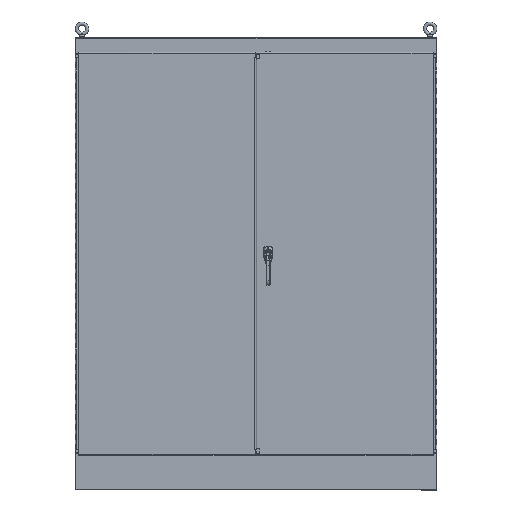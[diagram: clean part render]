
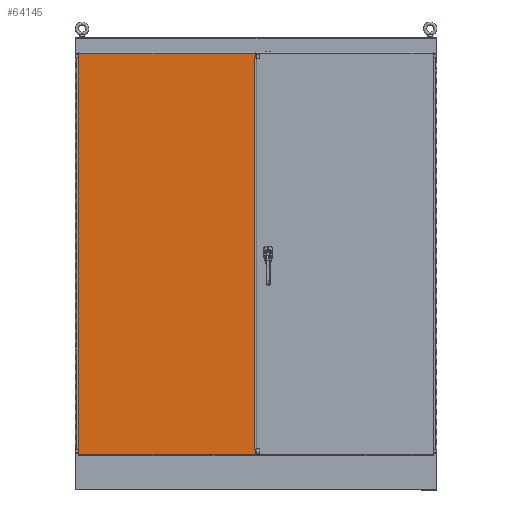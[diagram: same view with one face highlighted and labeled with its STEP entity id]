
A CAD part, top view. The second image highlights one B-rep face of the part: STEP entity #64145.
In plain terms, the highlighted face is planar.
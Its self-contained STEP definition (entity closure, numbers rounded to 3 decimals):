
#11373=PLANE($,#67475);
#12863=FACE_OUTER_BOUND($,#15687,.T.);
#15687=EDGE_LOOP($,(#54042,#54043,#54044,#54045,#54046,#54047,#54048,#54049,
#54050,#54051,#54052,#54053));
#19421=LINE($,#94086,#24410);
#19424=LINE($,#94097,#24413);
#19427=LINE($,#94104,#24416);
#19431=LINE($,#94111,#24420);
#19433=LINE($,#94115,#24422);
#19434=LINE($,#94117,#24423);
#19435=LINE($,#94119,#24424);
#19436=LINE($,#94121,#24425);
#19437=LINE($,#94123,#24426);
#19438=LINE($,#94125,#24427);
#19439=LINE($,#94127,#24428);
#19440=LINE($,#94128,#24429);
#24410=VECTOR($,#76471,78.25);
#24413=VECTOR($,#76486,0.);
#24416=VECTOR($,#76491,0.031);
#24420=VECTOR($,#76497,0.);
#24422=VECTOR($,#76501,0.);
#24423=VECTOR($,#76502,0.);
#24424=VECTOR($,#76503,0.031);
#24425=VECTOR($,#76504,0.844);
#24426=VECTOR($,#76505,35.094);
#24427=VECTOR($,#76506,79.938);
#24428=VECTOR($,#76507,35.094);
#24429=VECTOR($,#76508,0.844);
#32342=VERTEX_POINT($,#94075);
#32343=VERTEX_POINT($,#94085);
#32345=VERTEX_POINT($,#94096);
#32347=VERTEX_POINT($,#94102);
#32348=VERTEX_POINT($,#94103);
#32351=VERTEX_POINT($,#94114);
#32352=VERTEX_POINT($,#94116);
#32353=VERTEX_POINT($,#94118);
#32354=VERTEX_POINT($,#94120);
#32355=VERTEX_POINT($,#94122);
#32356=VERTEX_POINT($,#94124);
#32357=VERTEX_POINT($,#94126);
#41876=EDGE_CURVE($,#32343,#32342,#19421,.T.);
#41881=EDGE_CURVE($,#32345,#32343,#19424,.T.);
#41884=EDGE_CURVE($,#32347,#32348,#19427,.T.);
#41888=EDGE_CURVE($,#32348,#32345,#19431,.T.);
#41890=EDGE_CURVE($,#32342,#32351,#19433,.T.);
#41891=EDGE_CURVE($,#32351,#32352,#19434,.T.);
#41892=EDGE_CURVE($,#32352,#32353,#19435,.T.);
#41893=EDGE_CURVE($,#32353,#32354,#19436,.T.);
#41894=EDGE_CURVE($,#32354,#32355,#19437,.T.);
#41895=EDGE_CURVE($,#32355,#32356,#19438,.T.);
#41896=EDGE_CURVE($,#32356,#32357,#19439,.T.);
#41897=EDGE_CURVE($,#32357,#32347,#19440,.T.);
#54042=ORIENTED_EDGE($,*,*,#41884,.T.);
#54043=ORIENTED_EDGE($,*,*,#41888,.T.);
#54044=ORIENTED_EDGE($,*,*,#41881,.T.);
#54045=ORIENTED_EDGE($,*,*,#41876,.T.);
#54046=ORIENTED_EDGE($,*,*,#41890,.T.);
#54047=ORIENTED_EDGE($,*,*,#41891,.T.);
#54048=ORIENTED_EDGE($,*,*,#41892,.T.);
#54049=ORIENTED_EDGE($,*,*,#41893,.T.);
#54050=ORIENTED_EDGE($,*,*,#41894,.T.);
#54051=ORIENTED_EDGE($,*,*,#41895,.T.);
#54052=ORIENTED_EDGE($,*,*,#41896,.T.);
#54053=ORIENTED_EDGE($,*,*,#41897,.T.);
#64145=ADVANCED_FACE($,(#12863),#11373,.F.);
#67475=AXIS2_PLACEMENT_3D($,#94113,#76499,#76500);
#76471=DIRECTION($,(0.,-1.,0.));
#76486=DIRECTION($,(1.,0.,0.));
#76491=DIRECTION($,(-1.,0.,0.));
#76497=DIRECTION($,(0.,-1.,0.));
#76499=DIRECTION('center_axis',(0.,0.,1.));
#76500=DIRECTION('ref_axis',(1.,0.,0.));
#76501=DIRECTION($,(-1.,0.,0.));
#76502=DIRECTION($,(0.,-1.,0.));
#76503=DIRECTION($,(1.,0.,0.));
#76504=DIRECTION($,(0.,-1.,0.));
#76505=DIRECTION($,(-1.,0.,0.));
#76506=DIRECTION($,(0.,1.,0.));
#76507=DIRECTION($,(1.,0.,0.));
#76508=DIRECTION($,(0.,-1.,0.));
#94075=CARTESIAN_POINT('',(17.594,-39.125,0.));
#94085=CARTESIAN_POINT('',(17.594,39.125,0.));
#94086=CARTESIAN_POINT($,(17.594,19.563,0.));
#94096=CARTESIAN_POINT('',(17.594,39.125,0.));
#94097=CARTESIAN_POINT($,(8.797,39.125,0.));
#94102=CARTESIAN_POINT('',(17.625,39.125,0.));
#94103=CARTESIAN_POINT('',(17.594,39.125,0.));
#94104=CARTESIAN_POINT($,(8.812,39.125,0.));
#94111=CARTESIAN_POINT($,(17.594,19.563,0.));
#94113=CARTESIAN_POINT('Origin',(0.,0.,
0.));
#94114=CARTESIAN_POINT('',(17.594,-39.125,0.));
#94115=CARTESIAN_POINT($,(8.813,-39.125,0.));
#94116=CARTESIAN_POINT('',(17.594,-39.125,0.));
#94117=CARTESIAN_POINT($,(17.594,-19.563,0.));
#94118=CARTESIAN_POINT('',(17.625,-39.125,0.));
#94119=CARTESIAN_POINT($,(8.797,-39.125,0.));
#94120=CARTESIAN_POINT('',(17.625,-39.969,0.));
#94121=CARTESIAN_POINT($,(17.625,40.125,0.));
#94122=CARTESIAN_POINT('',(-17.469,-39.969,0.));
#94123=CARTESIAN_POINT($,(8.813,-39.969,0.));
#94124=CARTESIAN_POINT('',(-17.469,39.969,0.));
#94125=CARTESIAN_POINT($,(-17.469,-19.984,0.));
#94126=CARTESIAN_POINT('',(17.625,39.969,0.));
#94127=CARTESIAN_POINT($,(-8.813,39.969,0.));
#94128=CARTESIAN_POINT($,(17.625,40.125,0.));
